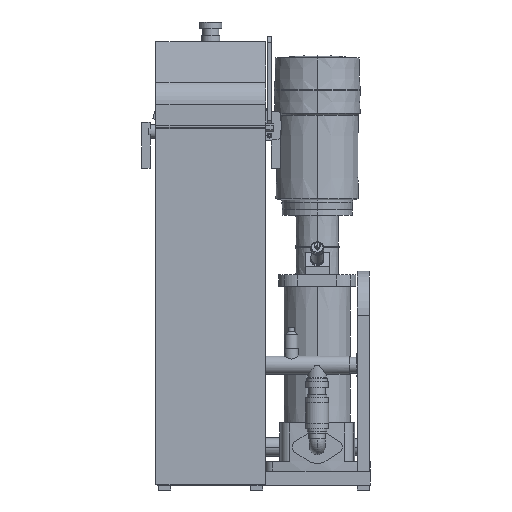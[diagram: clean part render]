
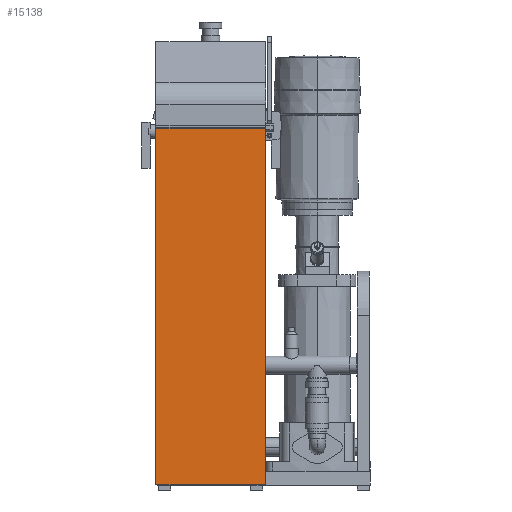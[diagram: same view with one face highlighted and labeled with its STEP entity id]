
A CAD part, front view. The second image highlights one B-rep face of the part: STEP entity #15138.
In plain terms, the highlighted planar face has unit normal (0, -1, 0).
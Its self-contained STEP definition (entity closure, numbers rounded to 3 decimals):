
#29 = DIRECTION ( 'NONE',  ( 0., 0., -1. ) ) ;
#164 = CARTESIAN_POINT ( 'NONE',  ( -113.5, -224.3, 10.354 ) ) ;
#183 = VERTEX_POINT ( 'NONE', #8213 ) ;
#871 = CARTESIAN_POINT ( 'NONE',  ( 0., -224.3, 746.194 ) ) ;
#887 = ORIENTED_EDGE ( 'NONE', *, *, #17396, .F. ) ;
#2560 = CARTESIAN_POINT ( 'NONE',  ( 0., -224.3, 746.194 ) ) ;
#2601 = VERTEX_POINT ( 'NONE', #23291 ) ;
#3516 = ORIENTED_EDGE ( 'NONE', *, *, #23054, .T. ) ;
#3619 = CARTESIAN_POINT ( 'NONE',  ( 113.5, -224.3, 746.194 ) ) ;
#4534 = DIRECTION ( 'NONE',  ( -1., 0., 0. ) ) ;
#4606 = FACE_OUTER_BOUND ( 'NONE', #21459, .T. ) ;
#4614 = AXIS2_PLACEMENT_3D ( 'NONE', #2560, #20269, #12608 ) ;
#5300 = ORIENTED_EDGE ( 'NONE', *, *, #13195, .F. ) ;
#5876 = VERTEX_POINT ( 'NONE', #13879 ) ;
#7945 = LINE ( 'NONE', #13407, #15743 ) ;
#8213 = CARTESIAN_POINT ( 'NONE',  ( 113.5, -224.3, 10.354 ) ) ;
#8367 = LINE ( 'NONE', #8742, #13650 ) ;
#8742 = CARTESIAN_POINT ( 'NONE',  ( 0., -224.3, 10.354 ) ) ;
#9853 = LINE ( 'NONE', #164, #11586 ) ;
#11586 = VECTOR ( 'NONE', #21576, 1000. ) ;
#12608 = DIRECTION ( 'NONE',  ( 0., 0., -1. ) ) ;
#13195 = EDGE_CURVE ( 'NONE', #183, #2601, #8367, .T. ) ;
#13407 = CARTESIAN_POINT ( 'NONE',  ( 113.5, -224.3, 10.354 ) ) ;
#13650 = VECTOR ( 'NONE', #4534, 1000. ) ;
#13879 = CARTESIAN_POINT ( 'NONE',  ( -113.5, -224.3, 746.194 ) ) ;
#15138 = ADVANCED_FACE ( 'NONE', ( #4606 ), #20017, .T. ) ;
#15743 = VECTOR ( 'NONE', #29, 1000. ) ;
#16609 = VECTOR ( 'NONE', #22284, 1000. ) ;
#16903 = ORIENTED_EDGE ( 'NONE', *, *, #18406, .F. ) ;
#17396 = EDGE_CURVE ( 'NONE', #18228, #183, #7945, .T. ) ;
#18228 = VERTEX_POINT ( 'NONE', #3619 ) ;
#18406 = EDGE_CURVE ( 'NONE', #2601, #5876, #9853, .T. ) ;
#20017 = PLANE ( 'NONE',  #4614 ) ;
#20269 = DIRECTION ( 'NONE',  ( 0., -1., 0. ) ) ;
#21459 = EDGE_LOOP ( 'NONE', ( #5300, #887, #3516, #16903 ) ) ;
#21576 = DIRECTION ( 'NONE',  ( 0., 0., 1. ) ) ;
#22284 = DIRECTION ( 'NONE',  ( -1., 0., 0. ) ) ;
#23054 = EDGE_CURVE ( 'NONE', #18228, #5876, #24059, .T. ) ;
#23291 = CARTESIAN_POINT ( 'NONE',  ( -113.5, -224.3, 10.354 ) ) ;
#24059 = LINE ( 'NONE', #871, #16609 ) ;
